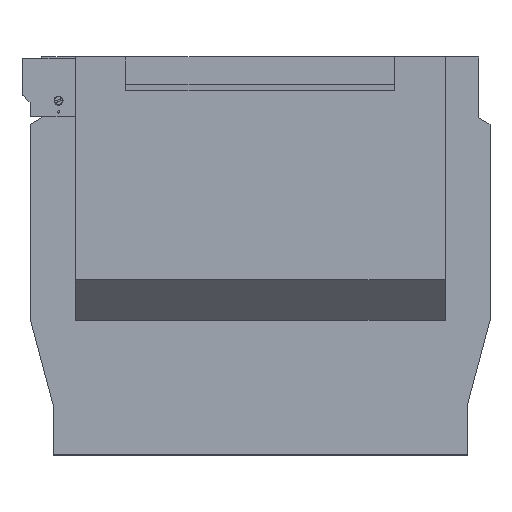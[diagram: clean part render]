
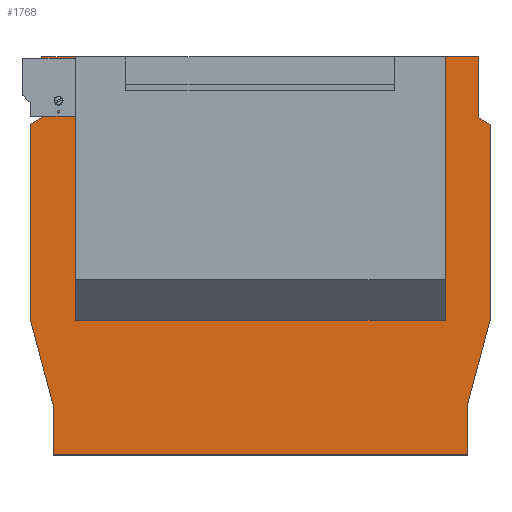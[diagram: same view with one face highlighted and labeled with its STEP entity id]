
A CAD part, top view. The second image highlights one B-rep face of the part: STEP entity #1768.
In plain terms, the highlighted planar face has unit normal (0, 0, 1).
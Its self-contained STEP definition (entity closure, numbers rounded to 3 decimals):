
#1768=ADVANCED_FACE('',(#19049,#19051),#19053,.T.);
#19049=FACE_BOUND('',#19050,.T.);
#19050=EDGE_LOOP('',(#32646,#32647,#32648,#32649,#32650,#32651,#32652,#32653,#32654,
#32655,#32656,#32657,#32658,#32659,#32660,#32661));
#19051=FACE_BOUND('',#19052,.T.);
#19052=EDGE_LOOP('',(#32662));
#19053=PLANE('',#19054);
#19054=AXIS2_PLACEMENT_3D('',#19055,#19056,#19057);
#19055=CARTESIAN_POINT('',(0.,0.,59.));
#19056=DIRECTION('',(0.,0.,1.));
#19057=DIRECTION('',(0.,1.,0.));
#32646=ORIENTED_EDGE('',*,*,#44129,.T.);
#32647=ORIENTED_EDGE('',*,*,#44115,.F.);
#32648=ORIENTED_EDGE('',*,*,#44130,.T.);
#32649=ORIENTED_EDGE('',*,*,#44131,.T.);
#32650=ORIENTED_EDGE('',*,*,#44132,.F.);
#32651=ORIENTED_EDGE('',*,*,#44133,.T.);
#32652=ORIENTED_EDGE('',*,*,#44134,.T.);
#32653=ORIENTED_EDGE('',*,*,#44135,.F.);
#32654=ORIENTED_EDGE('',*,*,#44136,.F.);
#32655=ORIENTED_EDGE('',*,*,#44137,.T.);
#32656=ORIENTED_EDGE('',*,*,#44138,.T.);
#32657=ORIENTED_EDGE('',*,*,#44139,.F.);
#32658=ORIENTED_EDGE('',*,*,#44140,.T.);
#32659=ORIENTED_EDGE('',*,*,#44141,.T.);
#32660=ORIENTED_EDGE('',*,*,#44142,.F.);
#32661=ORIENTED_EDGE('',*,*,#44125,.T.);
#32662=ORIENTED_EDGE('',*,*,#44143,.T.);
#44115=EDGE_CURVE('',#49494,#49489,#49496,.T.);
#44125=EDGE_CURVE('',#49511,#49509,#49512,.F.);
#44129=EDGE_CURVE('',#49509,#49489,#49518,.F.);
#44130=EDGE_CURVE('',#49494,#49519,#49520,.T.);
#44131=EDGE_CURVE('',#49519,#49521,#49522,.F.);
#44132=EDGE_CURVE('',#49523,#49521,#49524,.T.);
#44133=EDGE_CURVE('',#49523,#49525,#49526,.F.);
#44134=EDGE_CURVE('',#49525,#49527,#49528,.F.);
#44135=EDGE_CURVE('',#49529,#49527,#49530,.F.);
#44136=EDGE_CURVE('',#49531,#49529,#49532,.T.);
#44137=EDGE_CURVE('',#49531,#49533,#49534,.T.);
#44138=EDGE_CURVE('',#49533,#49535,#49536,.T.);
#44139=EDGE_CURVE('',#49537,#49535,#49538,.F.);
#44140=EDGE_CURVE('',#49537,#49539,#49540,.F.);
#44141=EDGE_CURVE('',#49539,#49541,#49542,.F.);
#44142=EDGE_CURVE('',#49511,#49541,#49543,.F.);
#44143=EDGE_CURVE('',#49544,#49544,#49545,.F.);
#49489=VERTEX_POINT('',#58521);
#49494=VERTEX_POINT('',#58530);
#49496=LINE('',#58534,#58535);
#49509=VERTEX_POINT('',#58565);
#49511=VERTEX_POINT('',#58569);
#49512=LINE('',#58570,#58571);
#49518=LINE('',#58584,#58585);
#49519=VERTEX_POINT('',#58587);
#49520=LINE('',#58588,#58589);
#49521=VERTEX_POINT('',#58591);
#49522=LINE('',#58592,#58593);
#49523=VERTEX_POINT('',#58595);
#49524=LINE('',#58596,#58597);
#49525=VERTEX_POINT('',#58599);
#49526=LINE('',#58600,#58601);
#49527=VERTEX_POINT('',#58603);
#49528=LINE('',#58604,#58605);
#49529=VERTEX_POINT('',#58607);
#49530=LINE('',#58608,#58609);
#49531=VERTEX_POINT('',#58611);
#49532=LINE('',#58612,#58613);
#49533=VERTEX_POINT('',#58615);
#49534=LINE('',#58616,#58617);
#49535=VERTEX_POINT('',#58619);
#49536=LINE('',#58620,#58621);
#49537=VERTEX_POINT('',#58623);
#49538=LINE('',#58624,#58625);
#49539=VERTEX_POINT('',#58627);
#49540=LINE('',#58628,#58629);
#49541=VERTEX_POINT('',#58631);
#49542=LINE('',#58632,#58633);
#49543=LINE('',#58635,#58636);
#49544=VERTEX_POINT('',#58638);
#49545=CIRCLE('',#58639,2.5);
#58521=CARTESIAN_POINT('',(-389.904,-45.,59.));
#58530=CARTESIAN_POINT('',(-20.096,-45.,59.));
#58534=CARTESIAN_POINT('',(-20.096,-45.,59.));
#58535=VECTOR('',#58536,1.);
#58536=DIRECTION('',(-1.,0.,0.));
#58565=CARTESIAN_POINT('',(-389.904,0.,59.));
#58569=CARTESIAN_POINT('',(-410.,75.,59.));
#58570=CARTESIAN_POINT('',(-389.904,0.,59.));
#58571=VECTOR('',#58572,1.);
#58572=DIRECTION('',(-0.259,0.966,0.));
#58584=CARTESIAN_POINT('',(-389.904,-45.,59.));
#58585=VECTOR('',#58586,1.);
#58586=DIRECTION('',(0.,1.,0.));
#58587=CARTESIAN_POINT('',(-20.096,0.,59.));
#58588=CARTESIAN_POINT('',(-20.096,-45.,59.));
#58589=VECTOR('',#58590,1.);
#58590=DIRECTION('',(0.,1.,0.));
#58591=CARTESIAN_POINT('',(0.,75.,59.));
#58592=CARTESIAN_POINT('',(0.,75.,59.));
#58593=VECTOR('',#58594,1.);
#58594=DIRECTION('',(-0.259,-0.966,0.));
#58595=CARTESIAN_POINT('',(0.,250.,59.));
#58596=CARTESIAN_POINT('',(0.,250.,59.));
#58597=VECTOR('',#58598,1.);
#58598=DIRECTION('',(0.,-1.,0.));
#58599=CARTESIAN_POINT('',(-10.,255.774,59.));
#58600=CARTESIAN_POINT('',(-10.,255.774,59.));
#58601=VECTOR('',#58602,1.);
#58602=DIRECTION('',(0.866,-0.5,0.));
#58603=CARTESIAN_POINT('',(-10.,310.,59.));
#58604=CARTESIAN_POINT('',(-10.,310.,59.));
#58605=VECTOR('',#58606,1.);
#58606=DIRECTION('',(0.,-1.,0.));
#58607=CARTESIAN_POINT('',(-40.,310.,59.));
#58608=CARTESIAN_POINT('',(-10.,310.,59.));
#58609=VECTOR('',#58610,1.);
#58610=DIRECTION('',(-1.,0.,0.));
#58611=CARTESIAN_POINT('',(-40.,75.,59.));
#58612=CARTESIAN_POINT('',(-40.,75.,59.));
#58613=VECTOR('',#58614,1.);
#58614=DIRECTION('',(0.,1.,0.));
#58615=CARTESIAN_POINT('',(-370.,75.,59.));
#58616=CARTESIAN_POINT('',(-40.,75.,59.));
#58617=VECTOR('',#58618,1.);
#58618=DIRECTION('',(-1.,0.,0.));
#58619=CARTESIAN_POINT('',(-370.,310.,59.));
#58620=CARTESIAN_POINT('',(-370.,75.,59.));
#58621=VECTOR('',#58622,1.);
#58622=DIRECTION('',(0.,1.,0.));
#58623=CARTESIAN_POINT('',(-400.,310.,59.));
#58624=CARTESIAN_POINT('',(-370.,310.,59.));
#58625=VECTOR('',#58626,1.);
#58626=DIRECTION('',(-1.,0.,0.));
#58627=CARTESIAN_POINT('',(-400.,255.774,59.));
#58628=CARTESIAN_POINT('',(-400.,255.774,59.));
#58629=VECTOR('',#58630,1.);
#58630=DIRECTION('',(0.,1.,0.));
#58631=CARTESIAN_POINT('',(-410.,250.,59.));
#58632=CARTESIAN_POINT('',(-410.,250.,59.));
#58633=VECTOR('',#58634,1.);
#58634=DIRECTION('',(0.866,0.5,0.));
#58635=CARTESIAN_POINT('',(-410.,250.,59.));
#58636=VECTOR('',#58637,1.);
#58637=DIRECTION('',(0.,-1.,0.));
#58638=CARTESIAN_POINT('',(-387.5,271.,59.));
#58639=AXIS2_PLACEMENT_3D('',#58640,#58641,#58642);
#58640=CARTESIAN_POINT('',(-385.,271.,59.));
#58641=DIRECTION('',(0.,0.,1.));
#58642=DIRECTION('',(-1.,0.,0.));
